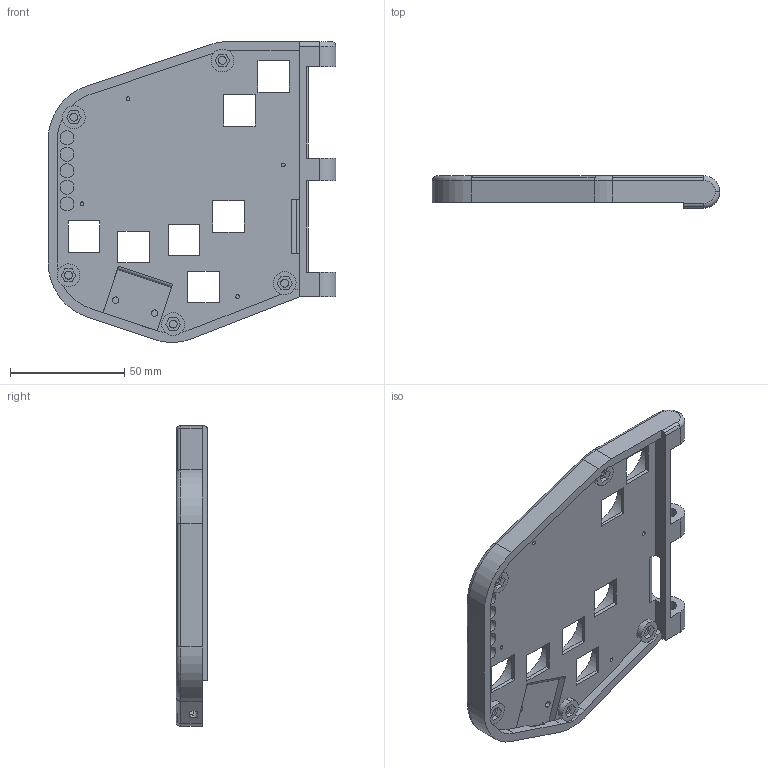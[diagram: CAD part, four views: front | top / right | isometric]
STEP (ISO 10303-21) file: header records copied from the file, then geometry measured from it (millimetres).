
FILE_DESCRIPTION(('HOOPS Exchange Step'),'2;1');
FILE_NAME('temp_export','2025-02-10T15:19:49-06:00',('campagne'),('Shapr3D Limited'),'HOOPS Exchange 2024.8','Shapr3D','Authorized');
FILE_SCHEMA( ('AP242_MANAGED_MODEL_BASED_3D_ENGINEERING_MIM_LF {1 0 10303 442 1 1 4}') );
Length unit declared in the file: millimetre
Products named in the file (5): QuRB and Reshape; Top Left Moth CTM v19.step; Moth Top Left.step; Top Left Moth - Model BirdD.step; root
Assembly tree (4 placements, depth 4):
  root
    QuRB and Reshape
    Top Left Moth - Model BirdD.step
      Moth Top Left.step
        Top Left Moth CTM v19.step
Bounding box: 126 x 14 x 131.76 mm (x, y, z)
Volume: 88269.3 mm3; surface area: 37135.3 mm2
Topology: 1 solids, 1 shells, 233 faces, 608 edges, 402 vertices
Faces by surface type: plane 127, cylinder 98, torus 7, bspline 1
Full cylindrical faces by diameter (mm): 1.65 x4, 2.8 x2, 3.5 x5, 6.1 x5, 6.85 x3, 21.2 x5
Entity records: 7393 total; most frequent: DIRECTION 1321, CARTESIAN_POINT 1264, ORIENTED_EDGE 1214, EDGE_CURVE 607, AXIS2_PLACEMENT_3D 473, VERTEX_POINT 402, VECTOR 375, LINE 375
